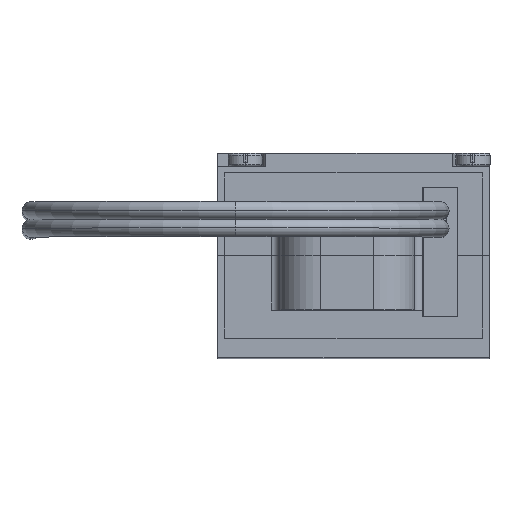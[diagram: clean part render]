
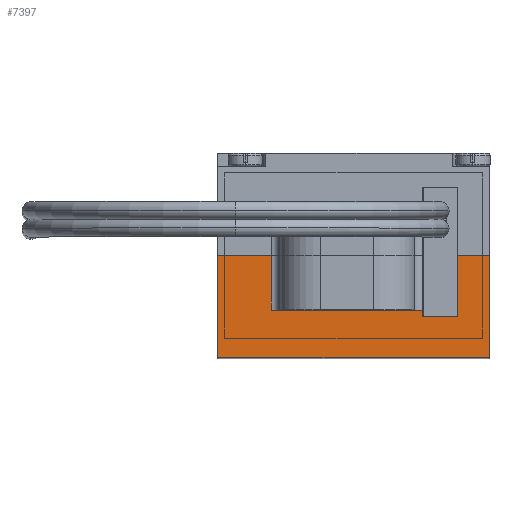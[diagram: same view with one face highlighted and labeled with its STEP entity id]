
A CAD part, top view. The second image highlights one B-rep face of the part: STEP entity #7397.
In plain terms, the highlighted planar face has unit normal (0, 0, 1).
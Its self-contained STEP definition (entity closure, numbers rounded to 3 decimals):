
#207 = EDGE_CURVE ( 'NONE', #12814, #6395, #1511, .T. ) ;
#235 = CARTESIAN_POINT ( 'NONE',  ( 19.9, 7.5, 0. ) ) ;
#401 = VECTOR ( 'NONE', #8283, 1000. ) ;
#425 = CARTESIAN_POINT ( 'NONE',  ( 15., 3., 0. ) ) ;
#476 = ORIENTED_EDGE ( 'NONE', *, *, #12087, .T. ) ;
#613 = CARTESIAN_POINT ( 'NONE',  ( 17.6, 3., 0. ) ) ;
#705 = DIRECTION ( 'NONE',  ( -1., 0., 0. ) ) ;
#1140 = VECTOR ( 'NONE', #705, 1000. ) ;
#1343 = EDGE_CURVE ( 'NONE', #7341, #14249, #2372, .T. ) ;
#1511 = LINE ( 'NONE', #12146, #1140 ) ;
#1687 = VECTOR ( 'NONE', #14199, 1000. ) ;
#1726 = CARTESIAN_POINT ( 'NONE',  ( 19.9, 7.5, 0. ) ) ;
#1934 = EDGE_CURVE ( 'NONE', #7993, #3197, #2363, .T. ) ;
#1958 = ORIENTED_EDGE ( 'NONE', *, *, #4905, .T. ) ;
#2145 = EDGE_CURVE ( 'NONE', #9309, #7993, #6520, .T. ) ;
#2355 = DIRECTION ( 'NONE',  ( 1., 0., 0. ) ) ;
#2363 = LINE ( 'NONE', #9251, #8125 ) ;
#2372 = LINE ( 'NONE', #4109, #7421 ) ;
#2542 = PLANE ( 'NONE',  #11515 ) ;
#2606 = VERTEX_POINT ( 'NONE', #9607 ) ;
#2652 = ORIENTED_EDGE ( 'NONE', *, *, #13881, .F. ) ;
#2851 = DIRECTION ( 'NONE',  ( 1., 0., 0. ) ) ;
#3085 = LINE ( 'NONE', #1726, #12258 ) ;
#3197 = VERTEX_POINT ( 'NONE', #7082 ) ;
#3292 = CARTESIAN_POINT ( 'NONE',  ( 15., 3., 0. ) ) ;
#3331 = VERTEX_POINT ( 'NONE', #11883 ) ;
#3420 = CARTESIAN_POINT ( 'NONE',  ( 0., 7.5, 0. ) ) ;
#3559 = CARTESIAN_POINT ( 'NONE',  ( 0., 0., 0. ) ) ;
#3688 = DIRECTION ( 'NONE',  ( -1., 0., 0. ) ) ;
#3754 = CARTESIAN_POINT ( 'NONE',  ( 19.9, 7.5, 0. ) ) ;
#3894 = ORIENTED_EDGE ( 'NONE', *, *, #1934, .T. ) ;
#4109 = CARTESIAN_POINT ( 'NONE',  ( 17.6, 3., 0. ) ) ;
#4905 = EDGE_CURVE ( 'NONE', #6395, #3331, #8995, .T. ) ;
#4935 = ORIENTED_EDGE ( 'NONE', *, *, #2145, .T. ) ;
#4985 = ORIENTED_EDGE ( 'NONE', *, *, #1343, .F. ) ;
#5237 = VECTOR ( 'NONE', #5592, 1000. ) ;
#5519 = EDGE_CURVE ( 'NONE', #9309, #3331, #5578, .T. ) ;
#5578 = LINE ( 'NONE', #14870, #8286 ) ;
#5592 = DIRECTION ( 'NONE',  ( 0., 1., 0. ) ) ;
#5597 = LINE ( 'NONE', #9011, #5237 ) ;
#6384 = CARTESIAN_POINT ( 'NONE',  ( 15., 3.5, 0. ) ) ;
#6395 = VERTEX_POINT ( 'NONE', #12017 ) ;
#6520 = LINE ( 'NONE', #13223, #401 ) ;
#6758 = ORIENTED_EDGE ( 'NONE', *, *, #10394, .F. ) ;
#6838 = DIRECTION ( 'NONE',  ( 1., 0., 0. ) ) ;
#7082 = CARTESIAN_POINT ( 'NONE',  ( 19.9, 0., 0. ) ) ;
#7207 = DIRECTION ( 'NONE',  ( 0., 1., 0. ) ) ;
#7341 = VERTEX_POINT ( 'NONE', #3292 ) ;
#7397 = ADVANCED_FACE ( 'NONE', ( #12189 ), #2542, .F. ) ;
#7421 = VECTOR ( 'NONE', #10989, 1000. ) ;
#7993 = VERTEX_POINT ( 'NONE', #3559 ) ;
#8125 = VECTOR ( 'NONE', #2355, 1000. ) ;
#8283 = DIRECTION ( 'NONE',  ( 0., -1., 0. ) ) ;
#8286 = VECTOR ( 'NONE', #6838, 1000. ) ;
#8491 = ORIENTED_EDGE ( 'NONE', *, *, #5519, .F. ) ;
#8995 = LINE ( 'NONE', #14071, #9722 ) ;
#9011 = CARTESIAN_POINT ( 'NONE',  ( 17.6, 3., 0. ) ) ;
#9251 = CARTESIAN_POINT ( 'NONE',  ( 19.9, 0., 0. ) ) ;
#9309 = VERTEX_POINT ( 'NONE', #3420 ) ;
#9450 = LINE ( 'NONE', #3754, #12119 ) ;
#9607 = CARTESIAN_POINT ( 'NONE',  ( 17.6, 7.5, 0. ) ) ;
#9722 = VECTOR ( 'NONE', #7207, 1000. ) ;
#10016 = CARTESIAN_POINT ( 'NONE',  ( 19.9, 7.5, 0. ) ) ;
#10394 = EDGE_CURVE ( 'NONE', #12861, #3197, #9450, .T. ) ;
#10591 = DIRECTION ( 'NONE',  ( 0., 0., -1. ) ) ;
#10643 = DIRECTION ( 'NONE',  ( 0., -1., 0. ) ) ;
#10989 = DIRECTION ( 'NONE',  ( 1., 0., 0. ) ) ;
#11193 = LINE ( 'NONE', #425, #1687 ) ;
#11515 = AXIS2_PLACEMENT_3D ( 'NONE', #235, #10591, #3688 ) ;
#11883 = CARTESIAN_POINT ( 'NONE',  ( 3.9, 7.5, 0. ) ) ;
#12017 = CARTESIAN_POINT ( 'NONE',  ( 3.9, 3.5, 0. ) ) ;
#12087 = EDGE_CURVE ( 'NONE', #7341, #12814, #11193, .T. ) ;
#12119 = VECTOR ( 'NONE', #10643, 1000. ) ;
#12146 = CARTESIAN_POINT ( 'NONE',  ( 4.5, 3.5, 0. ) ) ;
#12189 = FACE_OUTER_BOUND ( 'NONE', #13778, .T. ) ;
#12258 = VECTOR ( 'NONE', #2851, 1000. ) ;
#12692 = EDGE_CURVE ( 'NONE', #2606, #12861, #3085, .T. ) ;
#12814 = VERTEX_POINT ( 'NONE', #6384 ) ;
#12861 = VERTEX_POINT ( 'NONE', #10016 ) ;
#13197 = ORIENTED_EDGE ( 'NONE', *, *, #12692, .F. ) ;
#13223 = CARTESIAN_POINT ( 'NONE',  ( 0., 7.5, 0. ) ) ;
#13624 = ORIENTED_EDGE ( 'NONE', *, *, #207, .T. ) ;
#13778 = EDGE_LOOP ( 'NONE', ( #13624, #1958, #8491, #4935, #3894, #6758, #13197, #2652, #4985, #476 ) ) ;
#13881 = EDGE_CURVE ( 'NONE', #14249, #2606, #5597, .T. ) ;
#14071 = CARTESIAN_POINT ( 'NONE',  ( 3.9, 7.5, 0. ) ) ;
#14199 = DIRECTION ( 'NONE',  ( 0., 1., 0. ) ) ;
#14249 = VERTEX_POINT ( 'NONE', #613 ) ;
#14870 = CARTESIAN_POINT ( 'NONE',  ( 19.9, 7.5, 0. ) ) ;
